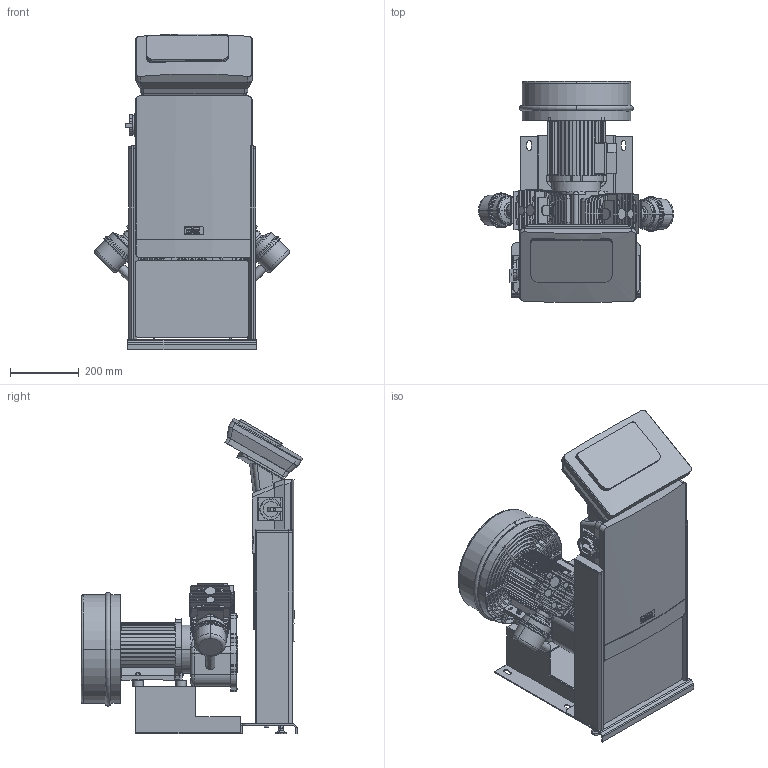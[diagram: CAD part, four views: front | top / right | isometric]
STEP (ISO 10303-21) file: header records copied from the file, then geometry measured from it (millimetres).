
FILE_DESCRIPTION((''),'2;1');
FILE_NAME('3d_ReflexomatRS400_1-8880511.stp','2014-02-28T07:21:29',(''),(''),'Mechanical Desktop 2011','Mechanical Desktop 2011',', , ');
FILE_SCHEMA(('CONFIG_CONTROL_DESIGN'));
Length unit declared in the file: millimetre
Products named in the file (1): Product
Bounding box: 567.24 x 644.52 x 919.87 mm (x, y, z)
Volume: 38971449.8 mm3; surface area: 4030516.2 mm2
Topology: 100 solids, 100 shells, 5085 faces, 13187 edges, 8682 vertices
Faces by surface type: plane 2271, bspline 1590, cylinder 982, torus 161, cone 80, sphere 1
Entity records: 168923 total; most frequent: CARTESIAN_POINT 45313, ORIENTED_EDGE 26374, DIRECTION 23853, EDGE_CURVE 13187, VECTOR 8995, LINE 8995, VERTEX_POINT 8682, AXIS2_PLACEMENT_3D 7429
